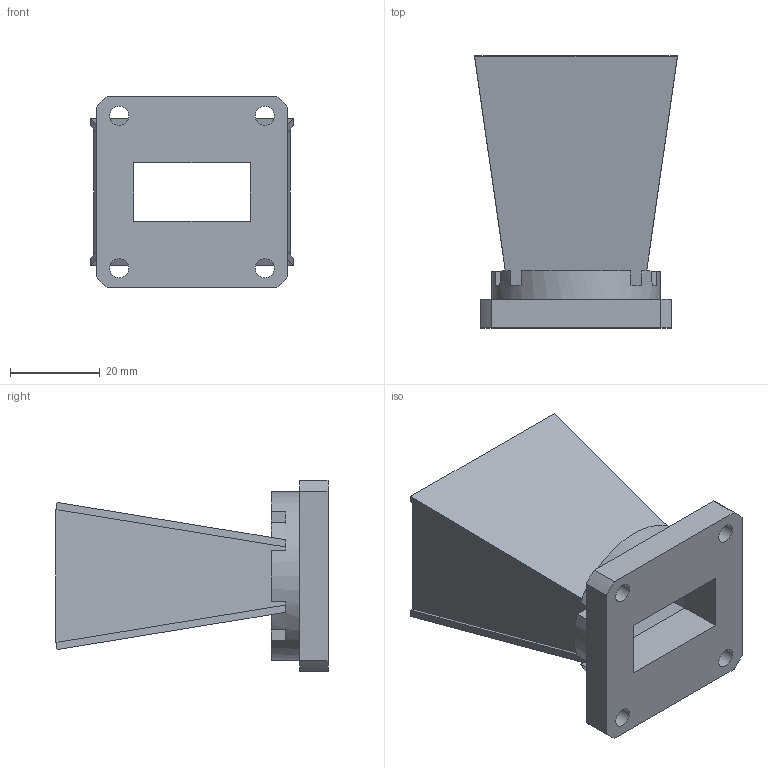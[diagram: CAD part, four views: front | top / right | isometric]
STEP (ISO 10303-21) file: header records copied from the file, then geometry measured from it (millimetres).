
FILE_DESCRIPTION (( 'STEP AP214' ), '1' );
FILE_NAME ('FM9857B-10_3D.STEP', '2021-02-01T18:47:37', ( '' ), ( '' ), 'SwSTEP 2.0', 'SolidWorks 2018', '' );
FILE_SCHEMA (( 'AUTOMOTIVE_DESIGN' ));
Length unit declared in the file: inch
Products named in the file (1): FM9857B-10_3D
Bounding box: 45.31 x 60.71 x 42.85 mm (x, y, z)
Volume: 23065.5 mm3; surface area: 17926.9 mm2
Topology: 1 solids, 1 shells, 71 faces, 191 edges, 122 vertices
Faces by surface type: plane 62, cylinder 9
Full cylindrical faces by diameter (mm): 4.293 x4, 37.694 x1
Entity records: 2216 total; most frequent: CARTESIAN_POINT 390, ORIENTED_EDGE 370, DIRECTION 358, EDGE_CURVE 185, LINE 148, VECTOR 148, VERTEX_POINT 121, AXIS2_PLACEMENT_3D 105
